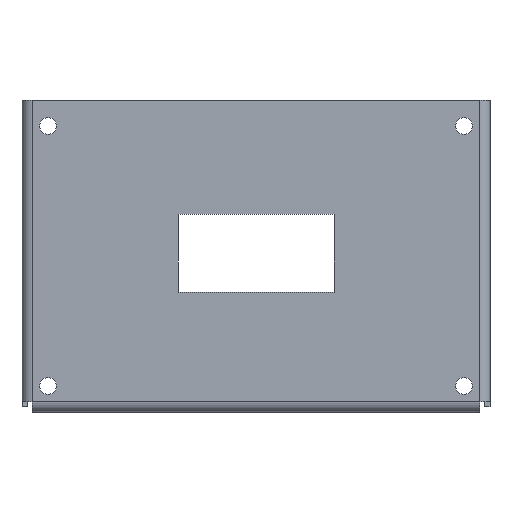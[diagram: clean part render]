
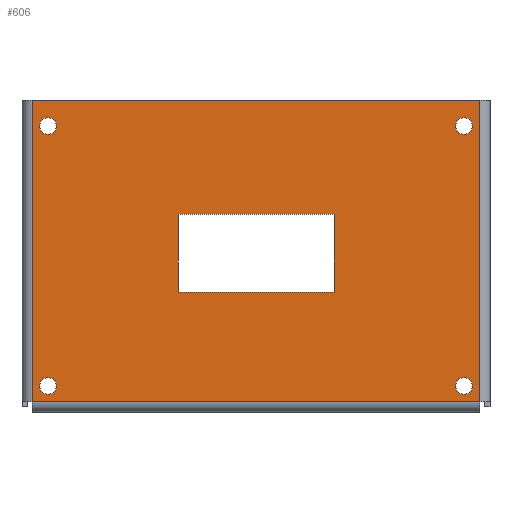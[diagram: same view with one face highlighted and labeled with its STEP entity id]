
A CAD part, front view. The second image highlights one B-rep face of the part: STEP entity #606.
In plain terms, the highlighted planar face has unit normal (0, -1, 0).
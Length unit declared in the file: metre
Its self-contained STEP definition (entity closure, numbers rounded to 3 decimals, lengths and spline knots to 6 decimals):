
#38=PLANE('',#669);
#47=LINE('',#871,#107);
#61=LINE('',#906,#121);
#76=LINE('',#943,#136);
#95=LINE('',#990,#155);
#96=LINE('',#993,#156);
#97=LINE('',#995,#157);
#98=LINE('',#997,#158);
#99=LINE('',#998,#159);
#107=VECTOR('',#700,1.);
#121=VECTOR('',#736,1.);
#136=VECTOR('',#773,1.);
#155=VECTOR('',#818,1.);
#156=VECTOR('',#819,1.);
#157=VECTOR('',#820,1.);
#158=VECTOR('',#821,1.);
#159=VECTOR('',#822,1.);
#276=ORIENTED_EDGE('',*,*,#391,.F.);
#277=ORIENTED_EDGE('',*,*,#392,.F.);
#278=ORIENTED_EDGE('',*,*,#393,.T.);
#279=ORIENTED_EDGE('',*,*,#394,.T.);
#280=ORIENTED_EDGE('',*,*,#395,.F.);
#281=ORIENTED_EDGE('',*,*,#349,.F.);
#282=ORIENTED_EDGE('',*,*,#331,.F.);
#283=ORIENTED_EDGE('',*,*,#367,.F.);
#284=ORIENTED_EDGE('',*,*,#396,.T.);
#285=ORIENTED_EDGE('',*,*,#397,.T.);
#286=ORIENTED_EDGE('',*,*,#398,.T.);
#287=ORIENTED_EDGE('',*,*,#399,.T.);
#331=EDGE_CURVE('',#411,#408,#47,.T.);
#349=EDGE_CURVE('',#408,#419,#61,.T.);
#367=EDGE_CURVE('',#432,#411,#76,.T.);
#391=EDGE_CURVE('',#448,#449,#95,.T.);
#392=EDGE_CURVE('',#450,#448,#96,.T.);
#393=EDGE_CURVE('',#450,#451,#97,.T.);
#394=EDGE_CURVE('',#451,#449,#98,.T.);
#395=EDGE_CURVE('',#419,#432,#99,.T.);
#396=EDGE_CURVE('',#452,#452,#472,.T.);
#397=EDGE_CURVE('',#453,#453,#473,.T.);
#398=EDGE_CURVE('',#454,#454,#474,.T.);
#399=EDGE_CURVE('',#455,#455,#475,.T.);
#408=VERTEX_POINT('',#865);
#411=VERTEX_POINT('',#870);
#419=VERTEX_POINT('',#901);
#432=VERTEX_POINT('',#942);
#448=VERTEX_POINT('',#991);
#449=VERTEX_POINT('',#992);
#450=VERTEX_POINT('',#994);
#451=VERTEX_POINT('',#996);
#452=VERTEX_POINT('',#1000);
#453=VERTEX_POINT('',#1002);
#454=VERTEX_POINT('',#1004);
#455=VERTEX_POINT('',#1006);
#472=CIRCLE('',#670,0.00325);
#473=CIRCLE('',#671,0.00325);
#474=CIRCLE('',#672,0.00325);
#475=CIRCLE('',#673,0.00325);
#505=EDGE_LOOP('',(#276,#277,#278,#279));
#506=EDGE_LOOP('',(#280,#281,#282,#283));
#507=EDGE_LOOP('',(#284));
#508=EDGE_LOOP('',(#285));
#509=EDGE_LOOP('',(#286));
#510=EDGE_LOOP('',(#287));
#553=FACE_BOUND('',#505,.T.);
#554=FACE_BOUND('',#506,.T.);
#555=FACE_BOUND('',#507,.T.);
#556=FACE_BOUND('',#508,.T.);
#557=FACE_BOUND('',#509,.T.);
#558=FACE_BOUND('',#510,.T.);
#606=ADVANCED_FACE('',(#553,#554,#555,#556,#557,#558),#38,.F.);
#669=AXIS2_PLACEMENT_3D('',#989,#816,#817);
#670=AXIS2_PLACEMENT_3D('',#999,#823,#824);
#671=AXIS2_PLACEMENT_3D('',#1001,#825,#826);
#672=AXIS2_PLACEMENT_3D('',#1003,#827,#828);
#673=AXIS2_PLACEMENT_3D('',#1005,#829,#830);
#700=DIRECTION('',(-1.,0.,0.));
#736=DIRECTION('',(0.,0.,1.));
#773=DIRECTION('',(0.,0.,-1.));
#816=DIRECTION('',(0.,1.,0.));
#817=DIRECTION('',(1.,0.,0.));
#818=DIRECTION('',(1.,0.,0.));
#819=DIRECTION('',(0.,0.,-1.));
#820=DIRECTION('',(1.,0.,0.));
#821=DIRECTION('',(0.,0.,-1.));
#822=DIRECTION('',(1.,0.,0.));
#823=DIRECTION('',(0.,1.,0.));
#824=DIRECTION('',(1.,0.,0.));
#825=DIRECTION('',(0.,1.,0.));
#826=DIRECTION('',(1.,0.,0.));
#827=DIRECTION('',(0.,1.,0.));
#828=DIRECTION('',(1.,0.,0.));
#829=DIRECTION('',(0.,1.,0.));
#830=DIRECTION('',(1.,0.,0.));
#865=CARTESIAN_POINT('',(-0.086,0.,-0.057));
#870=CARTESIAN_POINT('',(0.086,0.,-0.057));
#871=CARTESIAN_POINT('',(0.,0.,-0.057));
#901=CARTESIAN_POINT('',(-0.086,0.,0.059));
#906=CARTESIAN_POINT('',(-0.086,0.,0.));
#942=CARTESIAN_POINT('',(0.086,0.,0.059));
#943=CARTESIAN_POINT('',(0.086,0.,0.));
#989=CARTESIAN_POINT('',(0.,0.,0.));
#990=CARTESIAN_POINT('',(0.,0.,-0.015));
#991=CARTESIAN_POINT('',(-0.03,0.,-0.015));
#992=CARTESIAN_POINT('',(0.03,0.,-0.015));
#993=CARTESIAN_POINT('',(-0.03,0.,0.));
#994=CARTESIAN_POINT('',(-0.03,0.,0.015));
#995=CARTESIAN_POINT('',(0.,0.,0.015));
#996=CARTESIAN_POINT('',(0.03,0.,0.015));
#997=CARTESIAN_POINT('',(0.03,0.,0.));
#998=CARTESIAN_POINT('',(0.,0.,0.059));
#999=CARTESIAN_POINT('',(-0.08,0.,0.049));
#1000=CARTESIAN_POINT('',(-0.07675,0.,0.049));
#1001=CARTESIAN_POINT('',(0.08,0.,0.049));
#1002=CARTESIAN_POINT('',(0.08325,0.,0.049));
#1003=CARTESIAN_POINT('',(0.08,0.,-0.051));
#1004=CARTESIAN_POINT('',(0.08325,0.,-0.051));
#1005=CARTESIAN_POINT('',(-0.08,0.,-0.051));
#1006=CARTESIAN_POINT('',(-0.07675,0.,-0.051));
